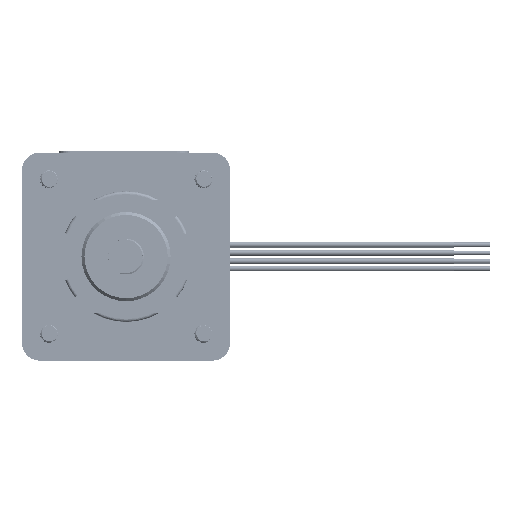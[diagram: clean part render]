
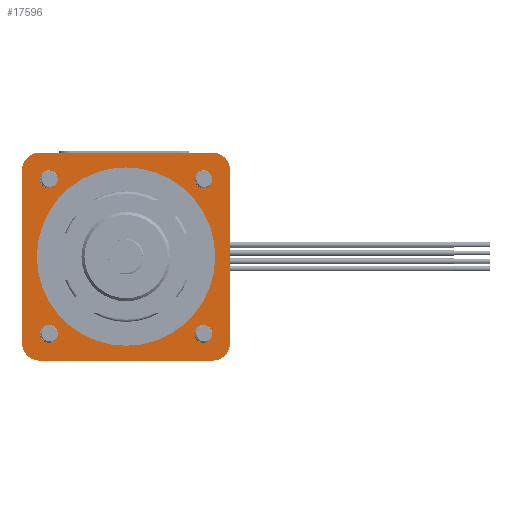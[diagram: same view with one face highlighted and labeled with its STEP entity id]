
A CAD part, front view. The second image highlights one B-rep face of the part: STEP entity #17596.
In plain terms, the highlighted face is planar.
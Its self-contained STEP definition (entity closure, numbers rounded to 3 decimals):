
#458=FACE_BOUND('',#2857,.T.);
#459=FACE_BOUND('',#2858,.T.);
#460=FACE_BOUND('',#2859,.T.);
#461=FACE_BOUND('',#2860,.T.);
#462=FACE_BOUND('',#2861,.T.);
#941=PLANE('',#19490);
#1819=FACE_OUTER_BOUND('',#2856,.T.);
#2856=EDGE_LOOP('',(#15535,#15536,#15537,#15538,#15539,#15540,#15541,#15542));
#2857=EDGE_LOOP('',(#15543));
#2858=EDGE_LOOP('',(#15544));
#2859=EDGE_LOOP('',(#15545));
#2860=EDGE_LOOP('',(#15546));
#2861=EDGE_LOOP('',(#15547));
#4424=LINE('',#29721,#5888);
#4425=LINE('',#29725,#5889);
#4426=LINE('',#29729,#5890);
#4427=LINE('',#29732,#5891);
#5888=VECTOR('',#24411,29.);
#5889=VECTOR('',#24414,29.);
#5890=VECTOR('',#24417,29.);
#5891=VECTOR('',#24420,29.);
#6988=CIRCLE('',#19491,3.);
#6989=CIRCLE('',#19492,3.);
#6990=CIRCLE('',#19493,3.);
#6991=CIRCLE('',#19494,3.);
#6992=CIRCLE('',#19495,15.);
#6993=CIRCLE('',#19496,1.5);
#6994=CIRCLE('',#19497,1.5);
#6995=CIRCLE('',#19498,1.5);
#6996=CIRCLE('',#19499,1.5);
#8529=VERTEX_POINT('',#29717);
#8530=VERTEX_POINT('',#29718);
#8531=VERTEX_POINT('',#29720);
#8532=VERTEX_POINT('',#29722);
#8533=VERTEX_POINT('',#29724);
#8534=VERTEX_POINT('',#29726);
#8535=VERTEX_POINT('',#29728);
#8536=VERTEX_POINT('',#29730);
#8537=VERTEX_POINT('',#29733);
#8538=VERTEX_POINT('',#29735);
#8539=VERTEX_POINT('',#29737);
#8540=VERTEX_POINT('',#29739);
#8541=VERTEX_POINT('',#29741);
#10940=EDGE_CURVE('',#8529,#8530,#6988,.T.);
#10941=EDGE_CURVE('',#8531,#8529,#4424,.T.);
#10942=EDGE_CURVE('',#8532,#8531,#6989,.T.);
#10943=EDGE_CURVE('',#8533,#8532,#4425,.T.);
#10944=EDGE_CURVE('',#8534,#8533,#6990,.T.);
#10945=EDGE_CURVE('',#8535,#8534,#4426,.T.);
#10946=EDGE_CURVE('',#8536,#8535,#6991,.T.);
#10947=EDGE_CURVE('',#8530,#8536,#4427,.T.);
#10948=EDGE_CURVE('',#8537,#8537,#6992,.T.);
#10949=EDGE_CURVE('',#8538,#8538,#6993,.T.);
#10950=EDGE_CURVE('',#8539,#8539,#6994,.T.);
#10951=EDGE_CURVE('',#8540,#8540,#6995,.T.);
#10952=EDGE_CURVE('',#8541,#8541,#6996,.T.);
#15535=ORIENTED_EDGE('',*,*,#10940,.F.);
#15536=ORIENTED_EDGE('',*,*,#10941,.F.);
#15537=ORIENTED_EDGE('',*,*,#10942,.F.);
#15538=ORIENTED_EDGE('',*,*,#10943,.F.);
#15539=ORIENTED_EDGE('',*,*,#10944,.F.);
#15540=ORIENTED_EDGE('',*,*,#10945,.F.);
#15541=ORIENTED_EDGE('',*,*,#10946,.F.);
#15542=ORIENTED_EDGE('',*,*,#10947,.F.);
#15543=ORIENTED_EDGE('',*,*,#10948,.F.);
#15544=ORIENTED_EDGE('',*,*,#10949,.T.);
#15545=ORIENTED_EDGE('',*,*,#10950,.T.);
#15546=ORIENTED_EDGE('',*,*,#10951,.T.);
#15547=ORIENTED_EDGE('',*,*,#10952,.T.);
#17596=ADVANCED_FACE('',(#1819,#458,#459,#460,#461,#462),#941,.F.);
#19490=AXIS2_PLACEMENT_3D('',#29716,#24407,#24408);
#19491=AXIS2_PLACEMENT_3D('',#29719,#24409,#24410);
#19492=AXIS2_PLACEMENT_3D('',#29723,#24412,#24413);
#19493=AXIS2_PLACEMENT_3D('',#29727,#24415,#24416);
#19494=AXIS2_PLACEMENT_3D('',#29731,#24418,#24419);
#19495=AXIS2_PLACEMENT_3D('',#29734,#24421,#24422);
#19496=AXIS2_PLACEMENT_3D('',#29736,#24423,#24424);
#19497=AXIS2_PLACEMENT_3D('',#29738,#24425,#24426);
#19498=AXIS2_PLACEMENT_3D('',#29740,#24427,#24428);
#19499=AXIS2_PLACEMENT_3D('',#29742,#24429,#24430);
#24407=DIRECTION('center_axis',(0.,0.,1.));
#24408=DIRECTION('ref_axis',(1.,0.,0.));
#24409=DIRECTION('center_axis',(0.,0.,1.));
#24410=DIRECTION('ref_axis',(1.,0.,0.));
#24411=DIRECTION('',(1.,0.,0.));
#24412=DIRECTION('center_axis',(0.,0.,1.));
#24413=DIRECTION('ref_axis',(1.,0.,0.));
#24414=DIRECTION('',(0.,-1.,0.));
#24415=DIRECTION('center_axis',(0.,0.,1.));
#24416=DIRECTION('ref_axis',(1.,0.,0.));
#24417=DIRECTION('',(-1.,0.,0.));
#24418=DIRECTION('center_axis',(0.,0.,1.));
#24419=DIRECTION('ref_axis',(-1.,0.,0.));
#24420=DIRECTION('',(0.,1.,0.));
#24421=DIRECTION('center_axis',(0.,0.,-1.));
#24422=DIRECTION('ref_axis',(-1.,0.,0.));
#24423=DIRECTION('center_axis',(0.,0.,1.));
#24424=DIRECTION('ref_axis',(1.,0.,0.));
#24425=DIRECTION('center_axis',(0.,0.,1.));
#24426=DIRECTION('ref_axis',(1.,0.,0.));
#24427=DIRECTION('center_axis',(0.,0.,1.));
#24428=DIRECTION('ref_axis',(1.,0.,0.));
#24429=DIRECTION('center_axis',(0.,0.,1.));
#24430=DIRECTION('ref_axis',(1.,0.,0.));
#29716=CARTESIAN_POINT('Origin',(14.5,-14.5,1.9));
#29717=CARTESIAN_POINT('',(14.5,-17.5,1.9));
#29718=CARTESIAN_POINT('',(17.5,-14.5,1.9));
#29719=CARTESIAN_POINT('Origin',(14.5,-14.5,1.9));
#29720=CARTESIAN_POINT('',(-14.5,-17.5,1.9));
#29721=CARTESIAN_POINT('',(-14.5,-17.5,1.9));
#29722=CARTESIAN_POINT('',(-17.5,-14.5,1.9));
#29723=CARTESIAN_POINT('Origin',(-14.5,-14.5,1.9));
#29724=CARTESIAN_POINT('',(-17.5,14.5,1.9));
#29725=CARTESIAN_POINT('',(-17.5,14.5,1.9));
#29726=CARTESIAN_POINT('',(-14.5,17.5,1.9));
#29727=CARTESIAN_POINT('Origin',(-14.5,14.5,1.9));
#29728=CARTESIAN_POINT('',(14.5,17.5,1.9));
#29729=CARTESIAN_POINT('',(14.5,17.5,1.9));
#29730=CARTESIAN_POINT('',(17.5,14.5,1.9));
#29731=CARTESIAN_POINT('Origin',(14.5,14.5,1.9));
#29732=CARTESIAN_POINT('',(17.5,-14.5,1.9));
#29733=CARTESIAN_POINT('',(-15.,0.,1.9));
#29734=CARTESIAN_POINT('Origin',(0.,0.,1.9));
#29735=CARTESIAN_POINT('',(-11.5,-13.,1.9));
#29736=CARTESIAN_POINT('Origin',(-13.,-13.,1.9));
#29737=CARTESIAN_POINT('',(14.5,-13.,1.9));
#29738=CARTESIAN_POINT('Origin',(13.,-13.,1.9));
#29739=CARTESIAN_POINT('',(14.5,13.,1.9));
#29740=CARTESIAN_POINT('Origin',(13.,13.,1.9));
#29741=CARTESIAN_POINT('',(-11.5,13.,1.9));
#29742=CARTESIAN_POINT('Origin',(-13.,13.,1.9));
